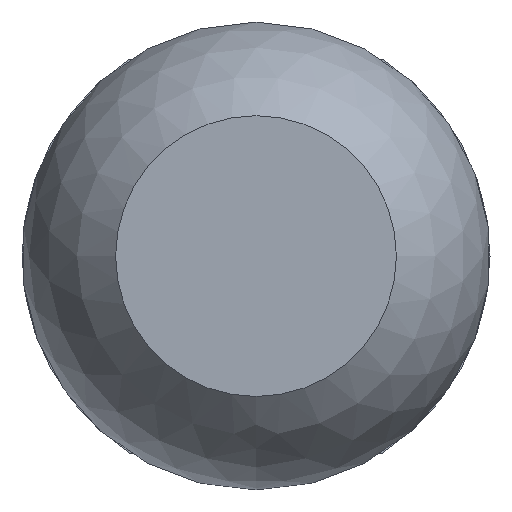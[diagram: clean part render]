
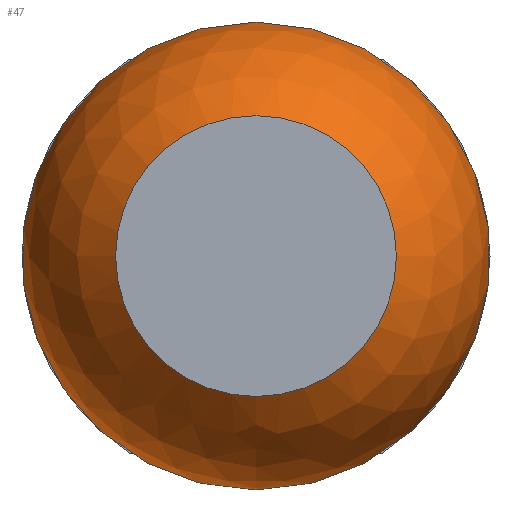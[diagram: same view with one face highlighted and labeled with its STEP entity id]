
A CAD part, left-side view. The second image highlights one B-rep face of the part: STEP entity #47.
In plain terms, the highlighted spherical face has radius 9.5 mm.
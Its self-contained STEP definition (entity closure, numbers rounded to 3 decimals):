
#47 = ADVANCED_FACE( '', ( #94, #95 ), #96, .T. );
#94 = FACE_OUTER_BOUND( '', #140, .T. );
#95 = FACE_OUTER_BOUND( '', #141, .T. );
#96 = SPHERICAL_SURFACE( '', #142, 9.5 );
#140 = EDGE_LOOP( '', ( #207 ) );
#141 = EDGE_LOOP( '', ( #208 ) );
#142 = AXIS2_PLACEMENT_3D( '', #209, #210, #211 );
#207 = ORIENTED_EDGE( '', *, *, #255, .T. );
#208 = ORIENTED_EDGE( '', *, *, #260, .F. );
#209 = CARTESIAN_POINT( '', ( 0., 0., 0. ) );
#210 = DIRECTION( '', ( 1., 0., 0. ) );
#211 = DIRECTION( '', ( 0., 1., 0. ) );
#255 = EDGE_CURVE( '', #293, #293, #294, .T. );
#260 = EDGE_CURVE( '', #300, #300, #301, .T. );
#293 = VERTEX_POINT( '', #342 );
#294 = CIRCLE( '', #343, 5.7 );
#300 = VERTEX_POINT( '', #349 );
#301 = CIRCLE( '', #350, 4.141 );
#342 = CARTESIAN_POINT( '', ( -7.6, 0., -5.7 ) );
#343 = AXIS2_PLACEMENT_3D( '', #377, #378, #379 );
#349 = CARTESIAN_POINT( '', ( 8.55, 0., -4.141 ) );
#350 = AXIS2_PLACEMENT_3D( '', #386, #387, #388 );
#377 = CARTESIAN_POINT( '', ( -7.6, 0., 0. ) );
#378 = DIRECTION( '', ( 1., 0., 0. ) );
#379 = DIRECTION( '', ( 0., 0., -1. ) );
#386 = CARTESIAN_POINT( '', ( 8.55, 0., 0. ) );
#387 = DIRECTION( '', ( 1., 0., 0. ) );
#388 = DIRECTION( '', ( 0., 0., -1. ) );
